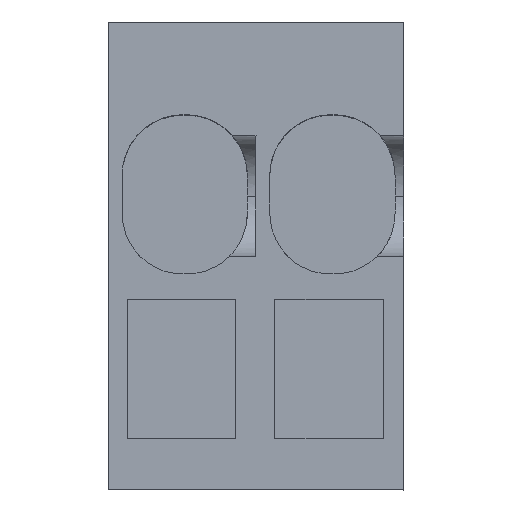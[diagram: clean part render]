
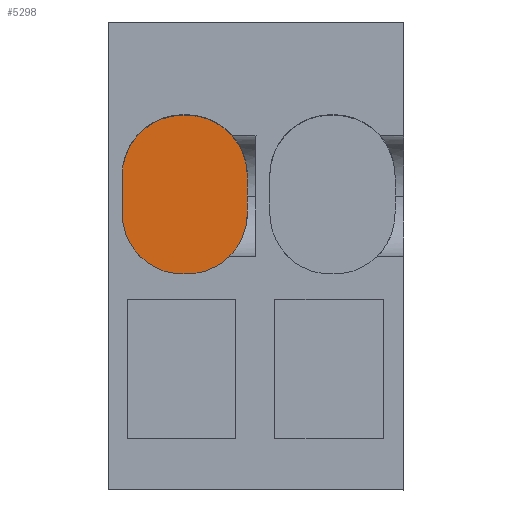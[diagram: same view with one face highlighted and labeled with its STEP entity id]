
A CAD part, top view. The second image highlights one B-rep face of the part: STEP entity #5298.
In plain terms, the highlighted planar face has unit normal (0, 0, 1).
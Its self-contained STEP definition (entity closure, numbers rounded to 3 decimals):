
#3127=AXIS2_PLACEMENT_3D('Circle Axis2P3D',#3125,#3126,$) ;
#3198=AXIS2_PLACEMENT_3D('Circle Axis2P3D',#3196,#3197,$) ;
#3261=AXIS2_PLACEMENT_3D('Circle Axis2P3D',#3259,#3260,$) ;
#3349=AXIS2_PLACEMENT_3D('Circle Axis2P3D',#3347,#3348,$) ;
#5286=AXIS2_PLACEMENT_3D('Plane Axis2P3D',#5283,#5284,#5285) ;
#3122=CARTESIAN_POINT('Vertex',(4.8,9.55,30.75)) ;
#3125=CARTESIAN_POINT('Axis2P3D Location',(2.7,9.55,30.75)) ;
#3129=CARTESIAN_POINT('Vertex',(2.7,7.45,30.75)) ;
#3164=CARTESIAN_POINT('Vertex',(2.575,7.45,30.75)) ;
#3172=CARTESIAN_POINT('Line Origine',(2.637,7.45,30.75)) ;
#3196=CARTESIAN_POINT('Axis2P3D Location',(2.575,9.55,30.75)) ;
#3200=CARTESIAN_POINT('Vertex',(0.475,9.55,30.75)) ;
#3228=CARTESIAN_POINT('Line Origine',(0.475,10.2,30.75)) ;
#3232=CARTESIAN_POINT('Vertex',(0.475,10.85,30.75)) ;
#3259=CARTESIAN_POINT('Axis2P3D Location',(2.575,10.85,30.75)) ;
#3263=CARTESIAN_POINT('Vertex',(2.575,12.95,30.75)) ;
#3304=CARTESIAN_POINT('Vertex',(2.7,12.95,30.75)) ;
#3312=CARTESIAN_POINT('Line Origine',(2.637,12.95,30.75)) ;
#3347=CARTESIAN_POINT('Axis2P3D Location',(2.7,10.85,30.75)) ;
#3351=CARTESIAN_POINT('Vertex',(4.8,10.85,30.75)) ;
#5270=CARTESIAN_POINT('Line Origine',(4.8,10.2,30.75)) ;
#5283=CARTESIAN_POINT('Axis2P3D Location',(0.,0.,30.75)) ;
#3126=DIRECTION('Axis2P3D Direction',(0.,0.,1.)) ;
#3173=DIRECTION('Vector Direction',(-1.,0.,0.)) ;
#3197=DIRECTION('Axis2P3D Direction',(0.,0.,1.)) ;
#3229=DIRECTION('Vector Direction',(0.,1.,0.)) ;
#3260=DIRECTION('Axis2P3D Direction',(-0.,0.,1.)) ;
#3313=DIRECTION('Vector Direction',(1.,0.,0.)) ;
#3348=DIRECTION('Axis2P3D Direction',(-0.,0.,1.)) ;
#5271=DIRECTION('Vector Direction',(0.,-1.,0.)) ;
#5284=DIRECTION('Axis2P3D Direction',(0.,0.,1.)) ;
#5285=DIRECTION('Axis2P3D XDirection',(1.,0.,0.)) ;
#3174=VECTOR('Line Direction',#3173,1.) ;
#3230=VECTOR('Line Direction',#3229,1.) ;
#3314=VECTOR('Line Direction',#3313,1.) ;
#5272=VECTOR('Line Direction',#5271,1.) ;
#5289=ORIENTED_EDGE('',*,*,#3265,.T.) ;
#5290=ORIENTED_EDGE('',*,*,#3234,.T.) ;
#5291=ORIENTED_EDGE('',*,*,#3202,.T.) ;
#5292=ORIENTED_EDGE('',*,*,#3176,.T.) ;
#5293=ORIENTED_EDGE('',*,*,#3131,.T.) ;
#5294=ORIENTED_EDGE('',*,*,#5274,.T.) ;
#5295=ORIENTED_EDGE('',*,*,#3353,.T.) ;
#5296=ORIENTED_EDGE('',*,*,#3316,.T.) ;
#5298=ADVANCED_FACE('GH',(#5297),#5287,.T.) ;
#3128=CIRCLE('generated circle',#3127,2.1) ;
#3199=CIRCLE('generated circle',#3198,2.1) ;
#3262=CIRCLE('generated circle',#3261,2.1) ;
#3350=CIRCLE('generated circle',#3349,2.1) ;
#3131=EDGE_CURVE('',#3130,#3123,#3128,.T.) ;
#3176=EDGE_CURVE('',#3165,#3130,#3175,.F.) ;
#3202=EDGE_CURVE('',#3201,#3165,#3199,.T.) ;
#3234=EDGE_CURVE('',#3233,#3201,#3231,.F.) ;
#3265=EDGE_CURVE('',#3264,#3233,#3262,.T.) ;
#3316=EDGE_CURVE('',#3305,#3264,#3315,.F.) ;
#3353=EDGE_CURVE('',#3352,#3305,#3350,.T.) ;
#5274=EDGE_CURVE('',#3123,#3352,#5273,.F.) ;
#5288=EDGE_LOOP('',(#5289,#5290,#5291,#5292,#5293,#5294,#5295,#5296)) ;
#5297=FACE_OUTER_BOUND('',#5288,.T.) ;
#3175=LINE('Line',#3172,#3174) ;
#3231=LINE('Line',#3228,#3230) ;
#3315=LINE('Line',#3312,#3314) ;
#5273=LINE('Line',#5270,#5272) ;
#5287=PLANE('',#5286) ;
#3123=VERTEX_POINT('',#3122) ;
#3130=VERTEX_POINT('',#3129) ;
#3165=VERTEX_POINT('',#3164) ;
#3201=VERTEX_POINT('',#3200) ;
#3233=VERTEX_POINT('',#3232) ;
#3264=VERTEX_POINT('',#3263) ;
#3305=VERTEX_POINT('',#3304) ;
#3352=VERTEX_POINT('',#3351) ;
